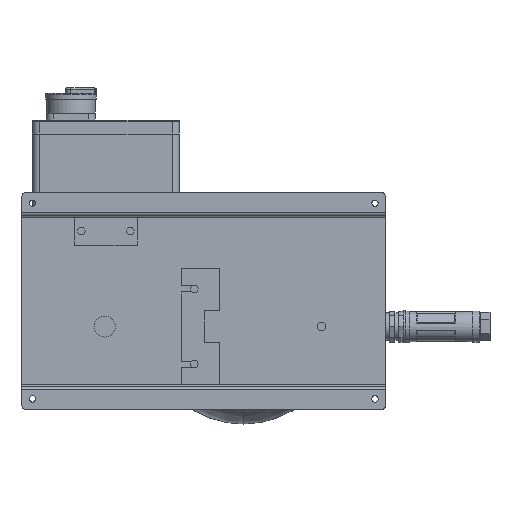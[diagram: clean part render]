
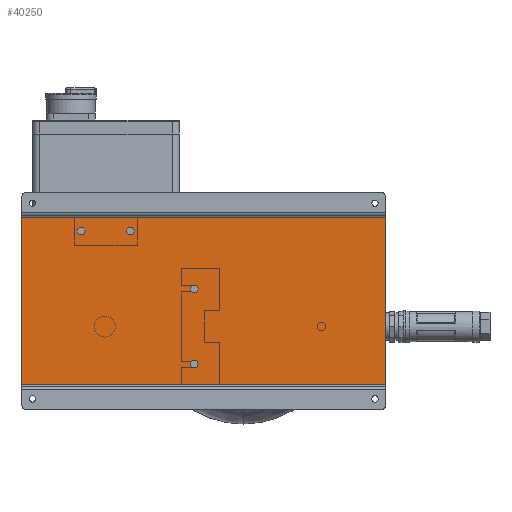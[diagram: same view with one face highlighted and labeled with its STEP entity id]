
A CAD part, front view. The second image highlights one B-rep face of the part: STEP entity #40250.
In plain terms, the highlighted planar face has unit normal (0, -1, 0).
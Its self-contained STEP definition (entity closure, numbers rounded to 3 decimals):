
#75 = VECTOR ( 'NONE', #5146, 1000. ) ;
#4083 = DIRECTION ( 'NONE',  ( 0., 1., 0. ) ) ;
#5146 = DIRECTION ( 'NONE',  ( -1., 0., 0. ) ) ;
#6588 = LINE ( 'NONE', #27013, #14167 ) ;
#8668 = VERTEX_POINT ( 'NONE', #11084 ) ;
#9470 = ORIENTED_EDGE ( 'NONE', *, *, #40102, .F. ) ;
#9978 = FACE_OUTER_BOUND ( 'NONE', #35409, .T. ) ;
#10408 = EDGE_CURVE ( 'NONE', #8668, #13864, #28837, .T. ) ;
#11084 = CARTESIAN_POINT ( 'NONE',  ( 260., 52., -120. ) ) ;
#13197 = CARTESIAN_POINT ( 'NONE',  ( 260., 52., -120. ) ) ;
#13864 = VERTEX_POINT ( 'NONE', #32121 ) ;
#14167 = VECTOR ( 'NONE', #40155, 1000. ) ;
#14536 = LINE ( 'NONE', #17620, #36109 ) ;
#16201 = VERTEX_POINT ( 'NONE', #37697 ) ;
#17620 = CARTESIAN_POINT ( 'NONE',  ( -260., 52., -120. ) ) ;
#20805 = VERTEX_POINT ( 'NONE', #21522 ) ;
#21448 = CARTESIAN_POINT ( 'NONE',  ( 260., 52., -120. ) ) ;
#21522 = CARTESIAN_POINT ( 'NONE',  ( 260., 52., 120. ) ) ;
#24573 = LINE ( 'NONE', #34950, #33357 ) ;
#27013 = CARTESIAN_POINT ( 'NONE',  ( 260., 52., 120. ) ) ;
#27080 = ORIENTED_EDGE ( 'NONE', *, *, #10408, .F. ) ;
#28478 = DIRECTION ( 'NONE',  ( 0., 0., -1. ) ) ;
#28837 = LINE ( 'NONE', #21448, #75 ) ;
#32121 = CARTESIAN_POINT ( 'NONE',  ( -260., 52., -120. ) ) ;
#33357 = VECTOR ( 'NONE', #41378, 1000. ) ;
#33389 = DIRECTION ( 'NONE',  ( 0., 0., 1. ) ) ;
#34520 = ORIENTED_EDGE ( 'NONE', *, *, #36612, .T. ) ;
#34759 = AXIS2_PLACEMENT_3D ( 'NONE', #13197, #4083, #33389 ) ;
#34835 = ORIENTED_EDGE ( 'NONE', *, *, #40105, .T. ) ;
#34950 = CARTESIAN_POINT ( 'NONE',  ( 260., 52., 120. ) ) ;
#35409 = EDGE_LOOP ( 'NONE', ( #34835, #27080, #9470, #34520 ) ) ;
#36109 = VECTOR ( 'NONE', #28478, 1000. ) ;
#36612 = EDGE_CURVE ( 'NONE', #20805, #16201, #6588, .T. ) ;
#37053 = PLANE ( 'NONE',  #34759 ) ;
#37697 = CARTESIAN_POINT ( 'NONE',  ( -260., 52., 120. ) ) ;
#40102 = EDGE_CURVE ( 'NONE', #20805, #8668, #24573, .T. ) ;
#40105 = EDGE_CURVE ( 'NONE', #16201, #13864, #14536, .T. ) ;
#40155 = DIRECTION ( 'NONE',  ( -1., 0., 0. ) ) ;
#40250 = ADVANCED_FACE ( 'NONE', ( #9978 ), #37053, .F. ) ;
#41378 = DIRECTION ( 'NONE',  ( 0., 0., -1. ) ) ;
